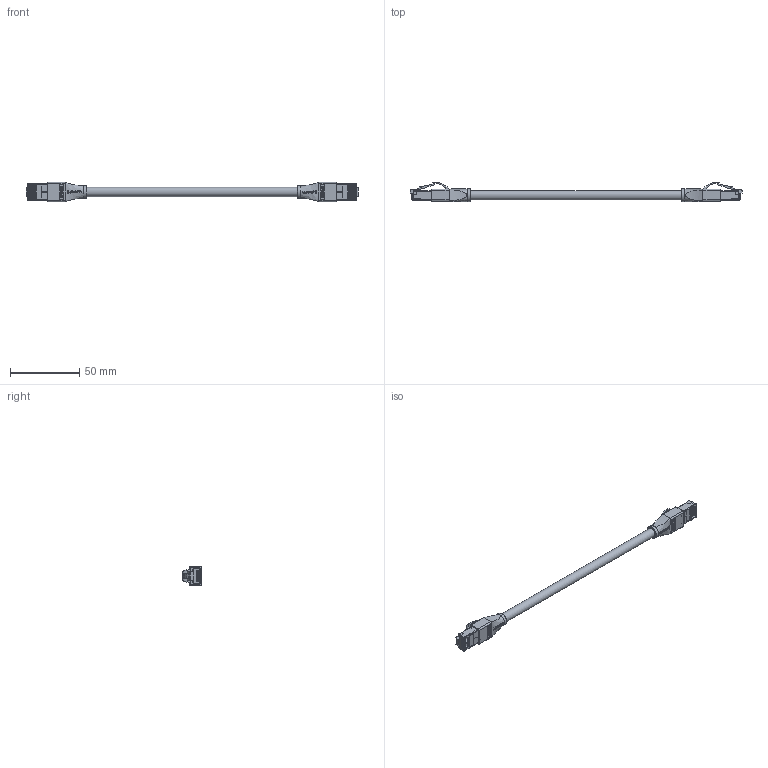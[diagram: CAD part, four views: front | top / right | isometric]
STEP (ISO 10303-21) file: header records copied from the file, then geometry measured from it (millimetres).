
FILE_DESCRIPTION (( 'STEP AP214' ), '1' );
FILE_NAME ('TRD695ASZ.STEP', '2018-04-03T20:34:22', ( '' ), ( '' ), 'SwSTEP 2.0', 'SolidWorks 2017', '' );
FILE_SCHEMA (( 'AUTOMOTIVE_DESIGN' ));
Length unit declared in the file: inch
Products named in the file (9): 1AD03-040_NO BOOT; TDS8PC5-MA3; 1AD03-032-MA2_crimped strain relief; 1AD03-013-MA1; 1AD03-013-MA2; 1AD03-032-MA3; 1AY01-355_NEW LOGO, 7.0mm entry; 1AL04-110; TRD695ASZ
Assembly tree (17 placements, depth 3):
  TRD695ASZ
    1AL04-110
    1AY01-355_NEW LOGO, 7.0mm entry  x2
    1AD03-040_NO BOOT  x2
      1AD03-032-MA3
      1AD03-013-MA2
      1AD03-013-MA1
      1AD03-032-MA2_crimped strain relief
      TDS8PC5-MA3
Bounding box: 239.93 x 14.43 x 13.83 mm (x, y, z)
Volume: 10045.7 mm3; surface area: 13969.4 mm2
Topology: 27 solids, 27 shells, 1715 faces, 4755 edges, 3052 vertices
Faces by surface type: plane 1180, cylinder 283, bspline 214, sphere 32, torus 6
Full cylindrical faces by diameter (mm): 1.1 x16, 1.321 x4, 5.334 x2, 6.35 x2, 6.731 x1, 7.1 x2, 9.2 x2
Entity records: 26656 total; most frequent: CARTESIAN_POINT 9474, ORIENTED_EDGE 3826, DIRECTION 2910, EDGE_CURVE 1913, LINE 1298, VECTOR 1298, VERTEX_POINT 1231, AXIS2_PLACEMENT_3D 806
